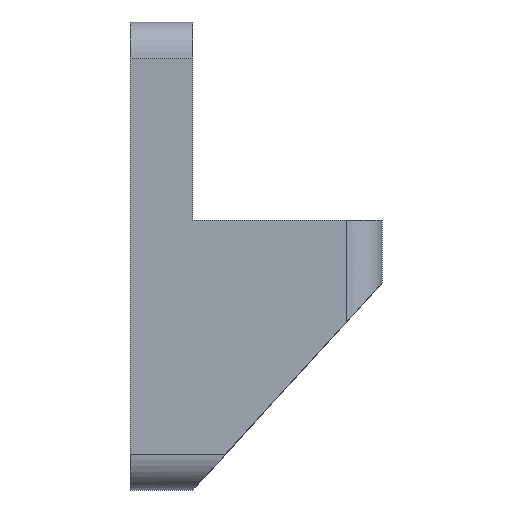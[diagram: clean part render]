
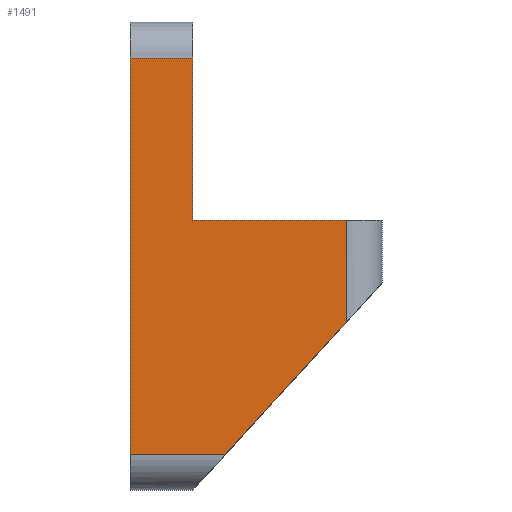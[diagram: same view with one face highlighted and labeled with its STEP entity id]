
A CAD part, front view. The second image highlights one B-rep face of the part: STEP entity #1491.
In plain terms, the highlighted planar face has unit normal (0, -1, 0).
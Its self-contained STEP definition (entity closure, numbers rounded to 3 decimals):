
#44 = PLANE('',#45);
#45 = AXIS2_PLACEMENT_3D('',#46,#47,#48);
#46 = CARTESIAN_POINT('',(-66.,-22.,-13.));
#47 = DIRECTION('',(1.,0.,0.));
#48 = DIRECTION('',(0.,1.,0.));
#72 = CYLINDRICAL_SURFACE('',#73,2.);
#73 = AXIS2_PLACEMENT_3D('',#74,#75,#76);
#74 = CARTESIAN_POINT('',(-66.,-20.,-11.));
#75 = DIRECTION('',(1.,0.,0.));
#76 = DIRECTION('',(0.,0.,-1.));
#100 = PLANE('',#101);
#101 = AXIS2_PLACEMENT_3D('',#102,#103,#104);
#102 = CARTESIAN_POINT('',(-52.,-22.,-1.5));
#103 = DIRECTION('',(-0.738,0.,0.674));
#104 = DIRECTION('',(-0.674,0.,-0.738));
#243 = EDGE_CURVE('',#244,#246,#248,.T.);
#244 = VERTEX_POINT('',#245);
#245 = CARTESIAN_POINT('',(-66.,-22.,-11.));
#246 = VERTEX_POINT('',#247);
#247 = CARTESIAN_POINT('',(-66.,-22.,11.));
#248 = SURFACE_CURVE('',#249,(#253,#260),.PCURVE_S1.);
#249 = LINE('',#250,#251);
#250 = CARTESIAN_POINT('',(-66.,-22.,-13.));
#251 = VECTOR('',#252,1.);
#252 = DIRECTION('',(0.,0.,1.));
#253 = PCURVE('',#44,#254);
#254 = DEFINITIONAL_REPRESENTATION('',(#255),#259);
#255 = LINE('',#256,#257);
#256 = CARTESIAN_POINT('',(0.,0.));
#257 = VECTOR('',#258,1.);
#258 = DIRECTION('',(0.,1.));
#259 = ( GEOMETRIC_REPRESENTATION_CONTEXT(2) 
PARAMETRIC_REPRESENTATION_CONTEXT() REPRESENTATION_CONTEXT('2D SPACE',''
  ) );
#260 = PCURVE('',#261,#266);
#261 = PLANE('',#262);
#262 = AXIS2_PLACEMENT_3D('',#263,#264,#265);
#263 = CARTESIAN_POINT('',(-61.543,-22.,-0.116));
#264 = DIRECTION('',(0.,-1.,0.));
#265 = DIRECTION('',(-1.,0.,0.));
#266 = DEFINITIONAL_REPRESENTATION('',(#267),#271);
#267 = LINE('',#268,#269);
#268 = CARTESIAN_POINT('',(4.457,12.884));
#269 = VECTOR('',#270,1.);
#270 = DIRECTION('',(0.,-1.));
#271 = ( GEOMETRIC_REPRESENTATION_CONTEXT(2) 
PARAMETRIC_REPRESENTATION_CONTEXT() REPRESENTATION_CONTEXT('2D SPACE',''
  ) );
#428 = CYLINDRICAL_SURFACE('',#429,2.);
#429 = AXIS2_PLACEMENT_3D('',#430,#431,#432);
#430 = CARTESIAN_POINT('',(-66.,-20.,11.));
#431 = DIRECTION('',(1.,0.,0.));
#432 = DIRECTION('',(0.,-1.,0.));
#568 = EDGE_CURVE('',#244,#569,#571,.T.);
#569 = VERTEX_POINT('',#570);
#570 = CARTESIAN_POINT('',(-60.674,-22.,-11.));
#571 = SURFACE_CURVE('',#572,(#576,#583),.PCURVE_S1.);
#572 = LINE('',#573,#574);
#573 = CARTESIAN_POINT('',(-66.,-22.,-11.));
#574 = VECTOR('',#575,1.);
#575 = DIRECTION('',(1.,0.,0.));
#576 = PCURVE('',#72,#577);
#577 = DEFINITIONAL_REPRESENTATION('',(#578),#582);
#578 = LINE('',#579,#580);
#579 = CARTESIAN_POINT('',(-1.571,0.));
#580 = VECTOR('',#581,1.);
#581 = DIRECTION('',(-0.,1.));
#582 = ( GEOMETRIC_REPRESENTATION_CONTEXT(2) 
PARAMETRIC_REPRESENTATION_CONTEXT() REPRESENTATION_CONTEXT('2D SPACE',''
  ) );
#583 = PCURVE('',#261,#584);
#584 = DEFINITIONAL_REPRESENTATION('',(#585),#589);
#585 = LINE('',#586,#587);
#586 = CARTESIAN_POINT('',(4.457,10.884));
#587 = VECTOR('',#588,1.);
#588 = DIRECTION('',(-1.,-0.));
#589 = ( GEOMETRIC_REPRESENTATION_CONTEXT(2) 
PARAMETRIC_REPRESENTATION_CONTEXT() REPRESENTATION_CONTEXT('2D SPACE',''
  ) );
#683 = EDGE_CURVE('',#684,#569,#686,.T.);
#684 = VERTEX_POINT('',#685);
#685 = CARTESIAN_POINT('',(-54.,-22.,-3.69));
#686 = SURFACE_CURVE('',#687,(#691,#698),.PCURVE_S1.);
#687 = LINE('',#688,#689);
#688 = CARTESIAN_POINT('',(-52.,-22.,-1.5));
#689 = VECTOR('',#690,1.);
#690 = DIRECTION('',(-0.674,0.,-0.738));
#691 = PCURVE('',#100,#692);
#692 = DEFINITIONAL_REPRESENTATION('',(#693),#697);
#693 = LINE('',#694,#695);
#694 = CARTESIAN_POINT('',(0.,0.));
#695 = VECTOR('',#696,1.);
#696 = DIRECTION('',(1.,0.));
#697 = ( GEOMETRIC_REPRESENTATION_CONTEXT(2) 
PARAMETRIC_REPRESENTATION_CONTEXT() REPRESENTATION_CONTEXT('2D SPACE',''
  ) );
#698 = PCURVE('',#261,#699);
#699 = DEFINITIONAL_REPRESENTATION('',(#700),#704);
#700 = LINE('',#701,#702);
#701 = CARTESIAN_POINT('',(-9.543,1.384));
#702 = VECTOR('',#703,1.);
#703 = DIRECTION('',(0.674,0.738));
#704 = ( GEOMETRIC_REPRESENTATION_CONTEXT(2) 
PARAMETRIC_REPRESENTATION_CONTEXT() REPRESENTATION_CONTEXT('2D SPACE',''
  ) );
#723 = CYLINDRICAL_SURFACE('',#724,2.);
#724 = AXIS2_PLACEMENT_3D('',#725,#726,#727);
#725 = CARTESIAN_POINT('',(-54.,-20.,2.));
#726 = DIRECTION('',(0.,0.,-1.));
#727 = DIRECTION('',(0.,-1.,0.));
#1491 = ADVANCED_FACE('',(#1492),#261,.T.);
#1492 = FACE_BOUND('',#1493,.T.);
#1493 = EDGE_LOOP('',(#1494,#1495,#1518,#1546,#1574,#1595,#1596));
#1494 = ORIENTED_EDGE('',*,*,#683,.F.);
#1495 = ORIENTED_EDGE('',*,*,#1496,.F.);
#1496 = EDGE_CURVE('',#1497,#684,#1499,.T.);
#1497 = VERTEX_POINT('',#1498);
#1498 = CARTESIAN_POINT('',(-54.,-22.,2.));
#1499 = SURFACE_CURVE('',#1500,(#1504,#1511),.PCURVE_S1.);
#1500 = LINE('',#1501,#1502);
#1501 = CARTESIAN_POINT('',(-54.,-22.,2.));
#1502 = VECTOR('',#1503,1.);
#1503 = DIRECTION('',(0.,0.,-1.));
#1504 = PCURVE('',#261,#1505);
#1505 = DEFINITIONAL_REPRESENTATION('',(#1506),#1510);
#1506 = LINE('',#1507,#1508);
#1507 = CARTESIAN_POINT('',(-7.543,-2.116));
#1508 = VECTOR('',#1509,1.);
#1509 = DIRECTION('',(0.,1.));
#1510 = ( GEOMETRIC_REPRESENTATION_CONTEXT(2) 
PARAMETRIC_REPRESENTATION_CONTEXT() REPRESENTATION_CONTEXT('2D SPACE',''
  ) );
#1511 = PCURVE('',#723,#1512);
#1512 = DEFINITIONAL_REPRESENTATION('',(#1513),#1517);
#1513 = LINE('',#1514,#1515);
#1514 = CARTESIAN_POINT('',(-0.,0.));
#1515 = VECTOR('',#1516,1.);
#1516 = DIRECTION('',(-0.,1.));
#1517 = ( GEOMETRIC_REPRESENTATION_CONTEXT(2) 
PARAMETRIC_REPRESENTATION_CONTEXT() REPRESENTATION_CONTEXT('2D SPACE',''
  ) );
#1518 = ORIENTED_EDGE('',*,*,#1519,.F.);
#1519 = EDGE_CURVE('',#1520,#1497,#1522,.T.);
#1520 = VERTEX_POINT('',#1521);
#1521 = CARTESIAN_POINT('',(-62.5,-22.,2.));
#1522 = SURFACE_CURVE('',#1523,(#1527,#1534),.PCURVE_S1.);
#1523 = LINE('',#1524,#1525);
#1524 = CARTESIAN_POINT('',(-66.,-22.,2.));
#1525 = VECTOR('',#1526,1.);
#1526 = DIRECTION('',(1.,0.,0.));
#1527 = PCURVE('',#261,#1528);
#1528 = DEFINITIONAL_REPRESENTATION('',(#1529),#1533);
#1529 = LINE('',#1530,#1531);
#1530 = CARTESIAN_POINT('',(4.457,-2.116));
#1531 = VECTOR('',#1532,1.);
#1532 = DIRECTION('',(-1.,0.));
#1533 = ( GEOMETRIC_REPRESENTATION_CONTEXT(2) 
PARAMETRIC_REPRESENTATION_CONTEXT() REPRESENTATION_CONTEXT('2D SPACE',''
  ) );
#1534 = PCURVE('',#1535,#1540);
#1535 = PLANE('',#1536);
#1536 = AXIS2_PLACEMENT_3D('',#1537,#1538,#1539);
#1537 = CARTESIAN_POINT('',(-66.,-22.,2.));
#1538 = DIRECTION('',(0.,0.,-1.));
#1539 = DIRECTION('',(1.,0.,0.));
#1540 = DEFINITIONAL_REPRESENTATION('',(#1541),#1545);
#1541 = LINE('',#1542,#1543);
#1542 = CARTESIAN_POINT('',(0.,0.));
#1543 = VECTOR('',#1544,1.);
#1544 = DIRECTION('',(1.,0.));
#1545 = ( GEOMETRIC_REPRESENTATION_CONTEXT(2) 
PARAMETRIC_REPRESENTATION_CONTEXT() REPRESENTATION_CONTEXT('2D SPACE',''
  ) );
#1546 = ORIENTED_EDGE('',*,*,#1547,.T.);
#1547 = EDGE_CURVE('',#1520,#1548,#1550,.T.);
#1548 = VERTEX_POINT('',#1549);
#1549 = CARTESIAN_POINT('',(-62.5,-22.,11.));
#1550 = SURFACE_CURVE('',#1551,(#1555,#1562),.PCURVE_S1.);
#1551 = LINE('',#1552,#1553);
#1552 = CARTESIAN_POINT('',(-62.5,-22.,-13.));
#1553 = VECTOR('',#1554,1.);
#1554 = DIRECTION('',(0.,0.,1.));
#1555 = PCURVE('',#261,#1556);
#1556 = DEFINITIONAL_REPRESENTATION('',(#1557),#1561);
#1557 = LINE('',#1558,#1559);
#1558 = CARTESIAN_POINT('',(0.957,12.884));
#1559 = VECTOR('',#1560,1.);
#1560 = DIRECTION('',(0.,-1.));
#1561 = ( GEOMETRIC_REPRESENTATION_CONTEXT(2) 
PARAMETRIC_REPRESENTATION_CONTEXT() REPRESENTATION_CONTEXT('2D SPACE',''
  ) );
#1562 = PCURVE('',#1563,#1568);
#1563 = PLANE('',#1564);
#1564 = AXIS2_PLACEMENT_3D('',#1565,#1566,#1567);
#1565 = CARTESIAN_POINT('',(-62.5,-22.,-13.));
#1566 = DIRECTION('',(1.,0.,0.));
#1567 = DIRECTION('',(0.,1.,0.));
#1568 = DEFINITIONAL_REPRESENTATION('',(#1569),#1573);
#1569 = LINE('',#1570,#1571);
#1570 = CARTESIAN_POINT('',(0.,0.));
#1571 = VECTOR('',#1572,1.);
#1572 = DIRECTION('',(0.,1.));
#1573 = ( GEOMETRIC_REPRESENTATION_CONTEXT(2) 
PARAMETRIC_REPRESENTATION_CONTEXT() REPRESENTATION_CONTEXT('2D SPACE',''
  ) );
#1574 = ORIENTED_EDGE('',*,*,#1575,.F.);
#1575 = EDGE_CURVE('',#246,#1548,#1576,.T.);
#1576 = SURFACE_CURVE('',#1577,(#1581,#1588),.PCURVE_S1.);
#1577 = LINE('',#1578,#1579);
#1578 = CARTESIAN_POINT('',(-66.,-22.,11.));
#1579 = VECTOR('',#1580,1.);
#1580 = DIRECTION('',(1.,0.,0.));
#1581 = PCURVE('',#261,#1582);
#1582 = DEFINITIONAL_REPRESENTATION('',(#1583),#1587);
#1583 = LINE('',#1584,#1585);
#1584 = CARTESIAN_POINT('',(4.457,-11.116));
#1585 = VECTOR('',#1586,1.);
#1586 = DIRECTION('',(-1.,-0.));
#1587 = ( GEOMETRIC_REPRESENTATION_CONTEXT(2) 
PARAMETRIC_REPRESENTATION_CONTEXT() REPRESENTATION_CONTEXT('2D SPACE',''
  ) );
#1588 = PCURVE('',#428,#1589);
#1589 = DEFINITIONAL_REPRESENTATION('',(#1590),#1594);
#1590 = LINE('',#1591,#1592);
#1591 = CARTESIAN_POINT('',(-0.,0.));
#1592 = VECTOR('',#1593,1.);
#1593 = DIRECTION('',(-0.,1.));
#1594 = ( GEOMETRIC_REPRESENTATION_CONTEXT(2) 
PARAMETRIC_REPRESENTATION_CONTEXT() REPRESENTATION_CONTEXT('2D SPACE',''
  ) );
#1595 = ORIENTED_EDGE('',*,*,#243,.F.);
#1596 = ORIENTED_EDGE('',*,*,#568,.T.);
